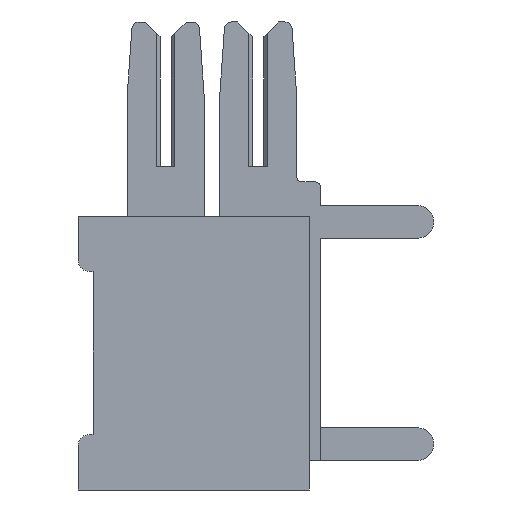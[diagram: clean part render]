
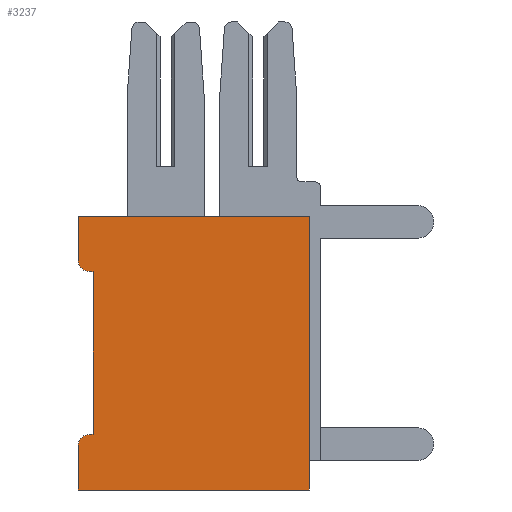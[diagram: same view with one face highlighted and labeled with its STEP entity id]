
A CAD part, left-side view. The second image highlights one B-rep face of the part: STEP entity #3237.
In plain terms, the highlighted planar face has unit normal (-1, 0, 0).
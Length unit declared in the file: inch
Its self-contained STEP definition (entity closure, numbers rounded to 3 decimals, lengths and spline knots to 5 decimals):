
#85 = VERTEX_POINT ( 'NONE', #5996 ) ;
#98 = DIRECTION ( 'NONE',  ( 0., 0., 1. ) ) ;
#127 = LINE ( 'NONE', #4210, #6665 ) ;
#265 = EDGE_CURVE ( 'NONE', #6249, #4733, #6602, .T. ) ;
#277 = CARTESIAN_POINT ( 'NONE',  ( 0., 0.312, -0.37 ) ) ;
#348 = AXIS2_PLACEMENT_3D ( 'NONE', #6027, #3770, #833 ) ;
#391 = DIRECTION ( 'NONE',  ( 0., 0., 1. ) ) ;
#521 = VECTOR ( 'NONE', #752, 39.37008 ) ;
#586 = AXIS2_PLACEMENT_3D ( 'NONE', #5327, #6464, #391 ) ;
#686 = LINE ( 'NONE', #5724, #3990 ) ;
#749 = VERTEX_POINT ( 'NONE', #6506 ) ;
#752 = DIRECTION ( 'NONE',  ( 0., 0., 1. ) ) ;
#788 = ORIENTED_EDGE ( 'NONE', *, *, #5320, .F. ) ;
#817 = DIRECTION ( 'NONE',  ( 0., 0., 1. ) ) ;
#833 = DIRECTION ( 'NONE',  ( 0., 0., 1. ) ) ;
#1025 = VECTOR ( 'NONE', #3283, 39.37008 ) ;
#1045 = VERTEX_POINT ( 'NONE', #4199 ) ;
#1087 = ORIENTED_EDGE ( 'NONE', *, *, #3816, .F. ) ;
#1216 = ORIENTED_EDGE ( 'NONE', *, *, #265, .F. ) ;
#1235 = VERTEX_POINT ( 'NONE', #6821 ) ;
#1272 = ORIENTED_EDGE ( 'NONE', *, *, #6117, .T. ) ;
#1305 = ORIENTED_EDGE ( 'NONE', *, *, #5279, .T. ) ;
#1334 = CIRCLE ( 'NONE', #2340, 0.015 ) ;
#1353 = LINE ( 'NONE', #2779, #3440 ) ;
#1450 = CARTESIAN_POINT ( 'NONE',  ( 0., 0.312, -0.075 ) ) ;
#1461 = CIRCLE ( 'NONE', #586, 0.015 ) ;
#1473 = DIRECTION ( 'NONE',  ( 0., -1., 0. ) ) ;
#1687 = EDGE_LOOP ( 'NONE', ( #4246, #1272, #4340, #1216, #788, #6079, #2407, #1305, #4881, #1087 ) ) ;
#2007 = EDGE_CURVE ( 'NONE', #749, #1045, #1334, .T. ) ;
#2131 = LINE ( 'NONE', #3215, #1025 ) ;
#2332 = VERTEX_POINT ( 'NONE', #277 ) ;
#2340 = AXIS2_PLACEMENT_3D ( 'NONE', #5808, #2442, #817 ) ;
#2407 = ORIENTED_EDGE ( 'NONE', *, *, #4130, .F. ) ;
#2442 = DIRECTION ( 'NONE',  ( -1., 0., 0. ) ) ;
#2443 = DIRECTION ( 'NONE',  ( 0., -1., 0. ) ) ;
#2727 = VECTOR ( 'NONE', #98, 39.37008 ) ;
#2779 = CARTESIAN_POINT ( 'NONE',  ( 0., 0.312, -0.37 ) ) ;
#2789 = CARTESIAN_POINT ( 'NONE',  ( 0., 0.292, -0.295 ) ) ;
#3046 = PLANE ( 'NONE',  #348 ) ;
#3215 = CARTESIAN_POINT ( 'NONE',  ( 0., 0., -0.37 ) ) ;
#3237 = ADVANCED_FACE ( 'NONE', ( #5390 ), #3046, .T. ) ;
#3273 = VERTEX_POINT ( 'NONE', #6991 ) ;
#3283 = DIRECTION ( 'NONE',  ( 0., 0., 1. ) ) ;
#3389 = DIRECTION ( 'NONE',  ( 0., 0., 1. ) ) ;
#3440 = VECTOR ( 'NONE', #3389, 39.37008 ) ;
#3641 = LINE ( 'NONE', #4264, #6448 ) ;
#3770 = DIRECTION ( 'NONE',  ( -1., 0., 0. ) ) ;
#3816 = EDGE_CURVE ( 'NONE', #5043, #3273, #127, .T. ) ;
#3842 = CARTESIAN_POINT ( 'NONE',  ( 0., 0.292, -0.295 ) ) ;
#3990 = VECTOR ( 'NONE', #5699, 39.37008 ) ;
#4130 = EDGE_CURVE ( 'NONE', #2332, #1045, #1353, .T. ) ;
#4199 = CARTESIAN_POINT ( 'NONE',  ( 0., 0.312, -0.31 ) ) ;
#4202 = EDGE_CURVE ( 'NONE', #4262, #3273, #2131, .T. ) ;
#4210 = CARTESIAN_POINT ( 'NONE',  ( 0., 0., 0. ) ) ;
#4246 = ORIENTED_EDGE ( 'NONE', *, *, #5375, .F. ) ;
#4262 = VERTEX_POINT ( 'NONE', #7177 ) ;
#4264 = CARTESIAN_POINT ( 'NONE',  ( 0., 0., -0.37 ) ) ;
#4340 = ORIENTED_EDGE ( 'NONE', *, *, #5848, .F. ) ;
#4613 = DIRECTION ( 'NONE',  ( 0., 1., 0. ) ) ;
#4720 = VECTOR ( 'NONE', #4613, 39.37008 ) ;
#4733 = VERTEX_POINT ( 'NONE', #5380 ) ;
#4881 = ORIENTED_EDGE ( 'NONE', *, *, #4202, .T. ) ;
#5043 = VERTEX_POINT ( 'NONE', #5133 ) ;
#5133 = CARTESIAN_POINT ( 'NONE',  ( 0., 0.312, 0. ) ) ;
#5240 = LINE ( 'NONE', #1450, #4720 ) ;
#5279 = EDGE_CURVE ( 'NONE', #2332, #4262, #3641, .T. ) ;
#5320 = EDGE_CURVE ( 'NONE', #749, #6249, #686, .T. ) ;
#5327 = CARTESIAN_POINT ( 'NONE',  ( 0., 0.297, -0.06 ) ) ;
#5375 = EDGE_CURVE ( 'NONE', #85, #5043, #6698, .T. ) ;
#5380 = CARTESIAN_POINT ( 'NONE',  ( 0., 0.292, -0.075 ) ) ;
#5390 = FACE_OUTER_BOUND ( 'NONE', #1687, .T. ) ;
#5699 = DIRECTION ( 'NONE',  ( 0., -1., 0. ) ) ;
#5724 = CARTESIAN_POINT ( 'NONE',  ( 0., 0.312, -0.295 ) ) ;
#5808 = CARTESIAN_POINT ( 'NONE',  ( 0., 0.297, -0.31 ) ) ;
#5848 = EDGE_CURVE ( 'NONE', #4733, #1235, #5240, .T. ) ;
#5996 = CARTESIAN_POINT ( 'NONE',  ( 0., 0.312, -0.06 ) ) ;
#6027 = CARTESIAN_POINT ( 'NONE',  ( 0., 0., -0.37 ) ) ;
#6079 = ORIENTED_EDGE ( 'NONE', *, *, #2007, .T. ) ;
#6117 = EDGE_CURVE ( 'NONE', #85, #1235, #1461, .T. ) ;
#6249 = VERTEX_POINT ( 'NONE', #3842 ) ;
#6448 = VECTOR ( 'NONE', #1473, 39.37008 ) ;
#6464 = DIRECTION ( 'NONE',  ( -1., 0., 0. ) ) ;
#6506 = CARTESIAN_POINT ( 'NONE',  ( 0., 0.297, -0.295 ) ) ;
#6602 = LINE ( 'NONE', #2789, #2727 ) ;
#6665 = VECTOR ( 'NONE', #2443, 39.37008 ) ;
#6698 = LINE ( 'NONE', #6803, #521 ) ;
#6803 = CARTESIAN_POINT ( 'NONE',  ( 0., 0.312, -0.37 ) ) ;
#6821 = CARTESIAN_POINT ( 'NONE',  ( 0., 0.297, -0.075 ) ) ;
#6991 = CARTESIAN_POINT ( 'NONE',  ( 0., 0., 0. ) ) ;
#7177 = CARTESIAN_POINT ( 'NONE',  ( 0., 0., -0.37 ) ) ;
